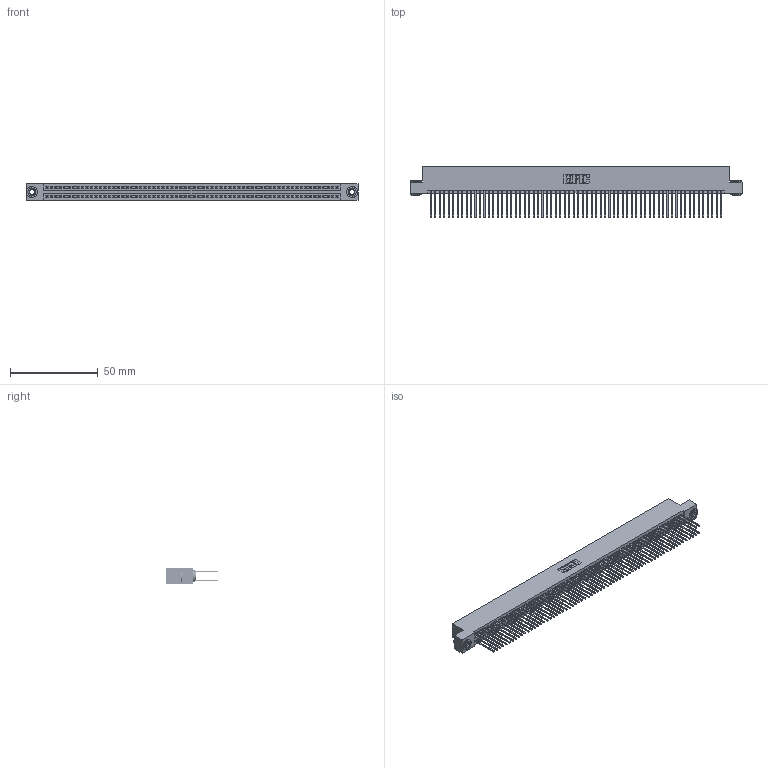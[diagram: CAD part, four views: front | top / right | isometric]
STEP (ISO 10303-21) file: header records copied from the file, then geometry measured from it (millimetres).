
FILE_DESCRIPTION (( 'STEP AP203' ), '1' );
FILE_NAME ('345-132-540-203.STEP', '2018-10-20T04:26:08', ( '' ), ( '' ), 'SwSTEP 2.0', 'SolidWorks 2016', '' );
FILE_SCHEMA (( 'CONFIG_CONTROL_DESIGN' ));
Length unit declared in the file: inch
Products named in the file (4): 345-250-002_345-250-002-102; 345-132-540-203; 345 Part_Flush Mounting Lugs - 0.156 Dia-TH; 345-292-001_345-293-140
Assembly tree (135 placements, depth 2):
  345-132-540-203
    345 Part_Flush Mounting Lugs - 0.156 Dia-TH
    345-292-001_345-293-140  x132
    345-250-002_345-250-002-102  x2
Bounding box: 188.85 x 29.13 x 9.4 mm (x, y, z)
Volume: 19087.6 mm3; surface area: 31206 mm2
Topology: 135 solids, 135 shells, 6764 faces, 20085 edges, 13210 vertices
Faces by surface type: plane 4446, cylinder 2310, cone 8
Entity records: 49222 total; most frequent: CARTESIAN_POINT 8203, ORIENTED_EDGE 8130, DIRECTION 7235, EDGE_CURVE 4065, LINE 3645, VECTOR 3645, VERTEX_POINT 2706, AXIS2_PLACEMENT_3D 1795
